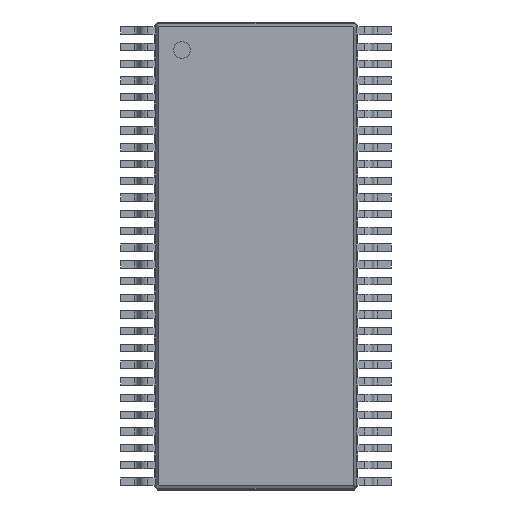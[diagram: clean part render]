
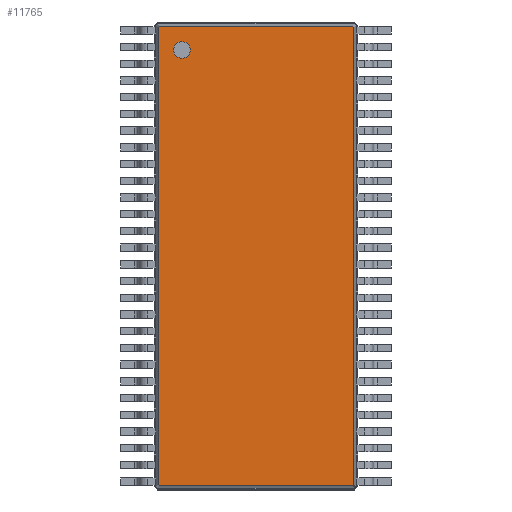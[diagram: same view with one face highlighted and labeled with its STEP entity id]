
A CAD part, top view. The second image highlights one B-rep face of the part: STEP entity #11765.
In plain terms, the highlighted planar face has unit normal (0, 0, 1).
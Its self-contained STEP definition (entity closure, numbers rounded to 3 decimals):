
#27=VECTOR('',#28,1.);
#28=DIRECTION('',(1.,0.,0.));
#51=VECTOR('',#52,1.);
#52=DIRECTION('',(0.707,-0.707,0.));
#58=VECTOR('',#59,1.);
#59=DIRECTION('',(0.,-1.,0.));
#65=VECTOR('',#66,1.);
#66=DIRECTION('',(-0.707,-0.707,0.));
#72=VECTOR('',#73,1.);
#73=DIRECTION('',(-1.,0.,0.));
#79=VECTOR('',#80,1.);
#80=DIRECTION('',(-0.707,0.707,0.));
#86=VECTOR('',#87,1.);
#87=DIRECTION('',(0.,1.,0.));
#91=VECTOR('',#92,1.);
#92=DIRECTION('',(0.707,0.707,0.));
#3014=DIRECTION('',(0.,0.,-1.));
#3241=VERTEX_POINT('',#3242);
#3242=CARTESIAN_POINT('',(-2.915,6.842,1.05));
#3245=EDGE_CURVE('',#3246,#3241,#3248,.T.);
#3246=VERTEX_POINT('',#3247);
#3247=CARTESIAN_POINT('',(-2.915,-6.842,1.05));
#3248=LINE('',#3247,#86);
#3259=VERTEX_POINT('',#3260);
#3260=CARTESIAN_POINT('',(-2.892,6.865,1.05));
#3263=EDGE_CURVE('',#3241,#3259,#3264,.T.);
#3264=LINE('',#3242,#91);
#3273=VERTEX_POINT('',#3274);
#3274=CARTESIAN_POINT('',(2.892,6.865,1.05));
#3277=EDGE_CURVE('',#3259,#3273,#3278,.T.);
#3278=LINE('',#3260,#27);
#3287=VERTEX_POINT('',#3288);
#3288=CARTESIAN_POINT('',(2.915,6.842,1.05));
#3291=EDGE_CURVE('',#3273,#3287,#3292,.T.);
#3292=LINE('',#3274,#51);
#3525=VERTEX_POINT('',#3526);
#3526=CARTESIAN_POINT('',(2.915,-6.842,1.05));
#3529=EDGE_CURVE('',#3287,#3525,#3530,.T.);
#3530=LINE('',#3288,#58);
#11765=ADVANCED_FACE('',(#11766,#11786),#11796,.F.);
#11766=FACE_BOUND('',#11767,.F.);
#11767=EDGE_LOOP('',(#11768,#11769,#11770,#11771,#11776,#11781,#11784,#11785));
#11768=ORIENTED_EDGE('',*,*,#3277,.T.);
#11769=ORIENTED_EDGE('',*,*,#3291,.T.);
#11770=ORIENTED_EDGE('',*,*,#3529,.T.);
#11771=ORIENTED_EDGE('',*,*,#11772,.T.);
#11772=EDGE_CURVE('',#3525,#11773,#11775,.T.);
#11773=VERTEX_POINT('',#11774);
#11774=CARTESIAN_POINT('',(2.892,-6.865,1.05));
#11775=LINE('',#3526,#65);
#11776=ORIENTED_EDGE('',*,*,#11777,.T.);
#11777=EDGE_CURVE('',#11773,#11778,#11780,.T.);
#11778=VERTEX_POINT('',#11779);
#11779=CARTESIAN_POINT('',(-2.892,-6.865,1.05));
#11780=LINE('',#11774,#72);
#11781=ORIENTED_EDGE('',*,*,#11782,.T.);
#11782=EDGE_CURVE('',#11778,#3246,#11783,.T.);
#11783=LINE('',#11779,#79);
#11784=ORIENTED_EDGE('',*,*,#3245,.T.);
#11785=ORIENTED_EDGE('',*,*,#3263,.T.);
#11786=FACE_BOUND('',#11787,.F.);
#11787=EDGE_LOOP('',(#11788));
#11788=ORIENTED_EDGE('',*,*,#11789,.F.);
#11789=EDGE_CURVE('',#11790,#11790,#11792,.T.);
#11790=VERTEX_POINT('',#11791);
#11791=CARTESIAN_POINT('',(-2.215,5.915,1.05));
#11792=CIRCLE('',#11793,0.25);
#11793=AXIS2_PLACEMENT_3D('',#11794,#11795,#59);
#11794=CARTESIAN_POINT('',(-2.215,6.165,1.05));
#11795=DIRECTION('',(0.,-0.,-1.));
#11796=PLANE('',#11797);
#11797=AXIS2_PLACEMENT_3D('',#3260,#3014,#11798);
#11798=DIRECTION('',(0.388,-0.922,0.));
